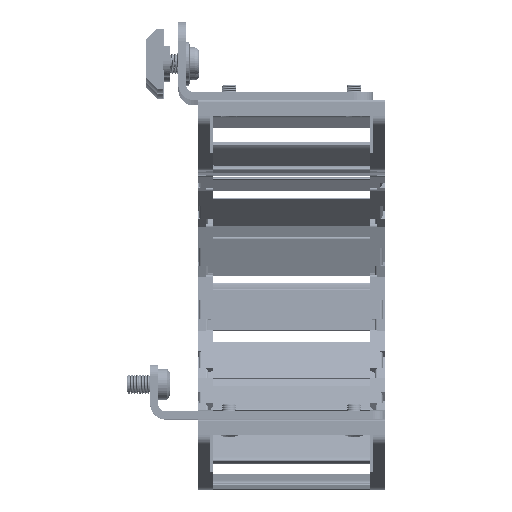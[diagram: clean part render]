
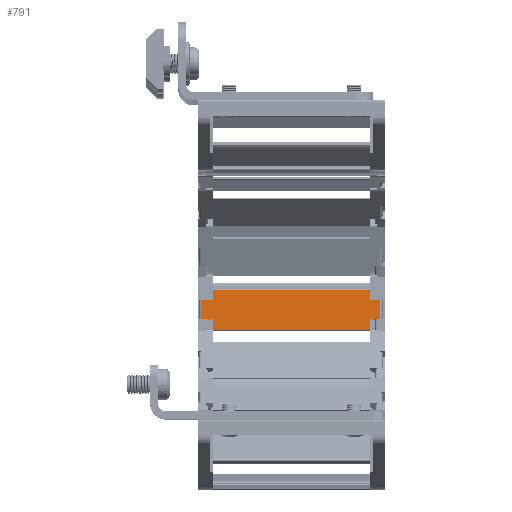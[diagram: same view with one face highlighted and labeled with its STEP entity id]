
A CAD part, top view. The second image highlights one B-rep face of the part: STEP entity #791.
In plain terms, the highlighted face is planar.
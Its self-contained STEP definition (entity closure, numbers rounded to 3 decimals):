
#458 = ORIENTED_EDGE ( 'NONE', *, *, #12235, .T. ) ;
#594 = VECTOR ( 'NONE', #11031, 1000. ) ;
#686 = DIRECTION ( 'NONE',  ( -1., 0., 0. ) ) ;
#782 = ORIENTED_EDGE ( 'NONE', *, *, #25762, .F. ) ;
#791 = ADVANCED_FACE ( 'NONE', ( #960 ), #4931, .F. ) ;
#960 = FACE_OUTER_BOUND ( 'NONE', #17884, .T. ) ;
#1010 = VECTOR ( 'NONE', #7089, 1000. ) ;
#1113 = VERTEX_POINT ( 'NONE', #14807 ) ;
#1324 = CARTESIAN_POINT ( 'NONE',  ( -108.95, 108.9, 22.671 ) ) ;
#1787 = VECTOR ( 'NONE', #4241, 1000. ) ;
#2066 = ORIENTED_EDGE ( 'NONE', *, *, #23143, .T. ) ;
#3456 = VERTEX_POINT ( 'NONE', #15911 ) ;
#3935 = VECTOR ( 'NONE', #11252, 1000. ) ;
#4086 = LINE ( 'NONE', #12145, #19306 ) ;
#4167 = VERTEX_POINT ( 'NONE', #15479 ) ;
#4176 = LINE ( 'NONE', #12224, #13032 ) ;
#4241 = DIRECTION ( 'NONE',  ( 0., 0., -1. ) ) ;
#4280 = DIRECTION ( 'NONE',  ( -1., 0., 0. ) ) ;
#4776 = LINE ( 'NONE', #6527, #10044 ) ;
#4901 = LINE ( 'NONE', #1324, #3935 ) ;
#4931 = PLANE ( 'NONE',  #23271 ) ;
#4935 = ORIENTED_EDGE ( 'NONE', *, *, #17589, .T. ) ;
#5198 = DIRECTION ( 'NONE',  ( 1., 0., 0. ) ) ;
#5327 = DIRECTION ( 'NONE',  ( 0., 0., -1. ) ) ;
#5369 = LINE ( 'NONE', #25161, #1010 ) ;
#5699 = ORIENTED_EDGE ( 'NONE', *, *, #11299, .F. ) ;
#5947 = EDGE_CURVE ( 'NONE', #19025, #22086, #4176, .T. ) ;
#6506 = VECTOR ( 'NONE', #21232, 1000. ) ;
#6527 = CARTESIAN_POINT ( 'NONE',  ( -112., 108.9, -20. ) ) ;
#7089 = DIRECTION ( 'NONE',  ( 0., 0., 1. ) ) ;
#7417 = VERTEX_POINT ( 'NONE', #20701 ) ;
#8890 = LINE ( 'NONE', #20918, #14530 ) ;
#9605 = DIRECTION ( 'NONE',  ( 0., 0., -1. ) ) ;
#9931 = CARTESIAN_POINT ( 'NONE',  ( -101.34, 108.9, 20. ) ) ;
#9940 = VERTEX_POINT ( 'NONE', #9931 ) ;
#10044 = VECTOR ( 'NONE', #4280, 1000. ) ;
#10168 = DIRECTION ( 'NONE',  ( 1., 0., 0. ) ) ;
#10798 = ORIENTED_EDGE ( 'NONE', *, *, #23722, .T. ) ;
#10859 = VERTEX_POINT ( 'NONE', #19630 ) ;
#11031 = DIRECTION ( 'NONE',  ( 1., 0., 0. ) ) ;
#11134 = CARTESIAN_POINT ( 'NONE',  ( -104.05, 108.9, -23.25 ) ) ;
#11252 = DIRECTION ( 'NONE',  ( 0., 0., 1. ) ) ;
#11299 = EDGE_CURVE ( 'NONE', #21570, #17262, #20357, .T. ) ;
#11696 = EDGE_CURVE ( 'NONE', #20487, #7417, #16847, .T. ) ;
#12145 = CARTESIAN_POINT ( 'NONE',  ( -112., 108.9, 20. ) ) ;
#12224 = CARTESIAN_POINT ( 'NONE',  ( -104.05, 108.9, 22.671 ) ) ;
#12235 = EDGE_CURVE ( 'NONE', #9940, #1113, #17470, .T. ) ;
#12348 = VECTOR ( 'NONE', #21095, 1000. ) ;
#12750 = ORIENTED_EDGE ( 'NONE', *, *, #11696, .T. ) ;
#12789 = VECTOR ( 'NONE', #5327, 1000. ) ;
#13032 = VECTOR ( 'NONE', #9605, 1000. ) ;
#13162 = LINE ( 'NONE', #15406, #6506 ) ;
#13641 = CARTESIAN_POINT ( 'NONE',  ( -104.05, 108.9, 22.671 ) ) ;
#14266 = CARTESIAN_POINT ( 'NONE',  ( -111.66, 108.9, 20.65 ) ) ;
#14530 = VECTOR ( 'NONE', #686, 1000. ) ;
#14807 = CARTESIAN_POINT ( 'NONE',  ( -101.34, 108.9, -20. ) ) ;
#14996 = CARTESIAN_POINT ( 'NONE',  ( -104.05, 108.9, 22.671 ) ) ;
#15406 = CARTESIAN_POINT ( 'NONE',  ( -112., 108.9, 22.671 ) ) ;
#15479 = CARTESIAN_POINT ( 'NONE',  ( -108.95, 108.9, 22.671 ) ) ;
#15521 = CARTESIAN_POINT ( 'NONE',  ( -104.05, 108.9, -20. ) ) ;
#15555 = EDGE_CURVE ( 'NONE', #7417, #9940, #19054, .T. ) ;
#15911 = CARTESIAN_POINT ( 'NONE',  ( -108.95, 108.9, -23.25 ) ) ;
#16584 = VERTEX_POINT ( 'NONE', #20739 ) ;
#16594 = EDGE_CURVE ( 'NONE', #3456, #10859, #4901, .T. ) ;
#16847 = LINE ( 'NONE', #14996, #12348 ) ;
#16965 = ORIENTED_EDGE ( 'NONE', *, *, #19329, .T. ) ;
#17004 = CARTESIAN_POINT ( 'NONE',  ( -111.66, 108.9, 20. ) ) ;
#17262 = VERTEX_POINT ( 'NONE', #21510 ) ;
#17470 = LINE ( 'NONE', #23423, #12789 ) ;
#17589 = EDGE_CURVE ( 'NONE', #4167, #20487, #13162, .T. ) ;
#17692 = EDGE_CURVE ( 'NONE', #16584, #4167, #5369, .T. ) ;
#17884 = EDGE_LOOP ( 'NONE', ( #458, #2066, #17939, #782, #24021, #16965, #5699, #10798, #19003, #4935, #12750, #21274 ) ) ;
#17939 = ORIENTED_EDGE ( 'NONE', *, *, #5947, .T. ) ;
#18633 = VECTOR ( 'NONE', #19323, 1000. ) ;
#19003 = ORIENTED_EDGE ( 'NONE', *, *, #17692, .T. ) ;
#19025 = VERTEX_POINT ( 'NONE', #15521 ) ;
#19054 = LINE ( 'NONE', #23158, #18633 ) ;
#19306 = VECTOR ( 'NONE', #10168, 1000. ) ;
#19323 = DIRECTION ( 'NONE',  ( 1., 0., 0. ) ) ;
#19329 = EDGE_CURVE ( 'NONE', #10859, #17262, #8890, .T. ) ;
#19630 = CARTESIAN_POINT ( 'NONE',  ( -108.95, 108.9, -20. ) ) ;
#20357 = LINE ( 'NONE', #14266, #1787 ) ;
#20487 = VERTEX_POINT ( 'NONE', #13641 ) ;
#20701 = CARTESIAN_POINT ( 'NONE',  ( -104.05, 108.9, 20. ) ) ;
#20739 = CARTESIAN_POINT ( 'NONE',  ( -108.95, 108.9, 20. ) ) ;
#20918 = CARTESIAN_POINT ( 'NONE',  ( -112., 108.9, -20. ) ) ;
#21095 = DIRECTION ( 'NONE',  ( 0., 0., -1. ) ) ;
#21232 = DIRECTION ( 'NONE',  ( 1., 0., 0. ) ) ;
#21274 = ORIENTED_EDGE ( 'NONE', *, *, #15555, .T. ) ;
#21340 = CARTESIAN_POINT ( 'NONE',  ( -112., 108.9, -23.25 ) ) ;
#21510 = CARTESIAN_POINT ( 'NONE',  ( -111.66, 108.9, -20. ) ) ;
#21570 = VERTEX_POINT ( 'NONE', #17004 ) ;
#22086 = VERTEX_POINT ( 'NONE', #11134 ) ;
#23143 = EDGE_CURVE ( 'NONE', #1113, #19025, #4776, .T. ) ;
#23158 = CARTESIAN_POINT ( 'NONE',  ( -112., 108.9, 20. ) ) ;
#23271 = AXIS2_PLACEMENT_3D ( 'NONE', #25259, #23300, #5198 ) ;
#23300 = DIRECTION ( 'NONE',  ( 0., -1., 0. ) ) ;
#23423 = CARTESIAN_POINT ( 'NONE',  ( -101.34, 108.9, 20.65 ) ) ;
#23722 = EDGE_CURVE ( 'NONE', #21570, #16584, #4086, .T. ) ;
#24021 = ORIENTED_EDGE ( 'NONE', *, *, #16594, .T. ) ;
#25161 = CARTESIAN_POINT ( 'NONE',  ( -108.95, 108.9, 22.671 ) ) ;
#25259 = CARTESIAN_POINT ( 'NONE',  ( -112., 108.9, 22.671 ) ) ;
#25271 = LINE ( 'NONE', #21340, #594 ) ;
#25762 = EDGE_CURVE ( 'NONE', #3456, #22086, #25271, .T. ) ;
